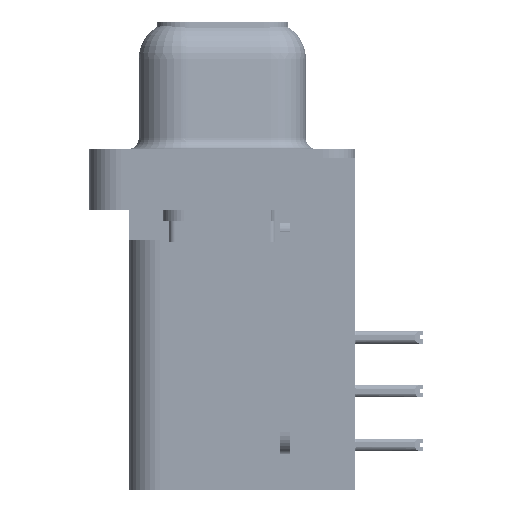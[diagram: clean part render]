
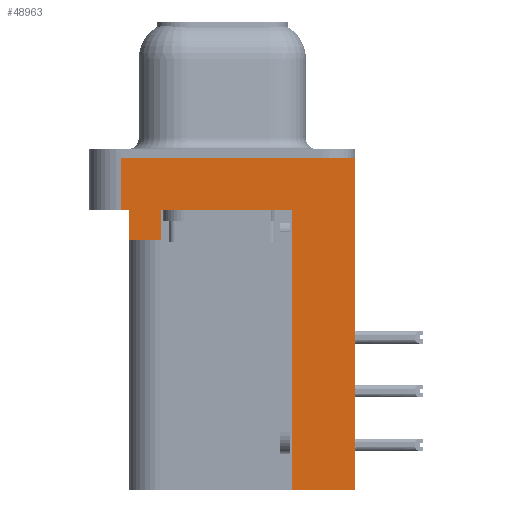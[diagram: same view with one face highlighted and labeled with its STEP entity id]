
A CAD part, left-side view. The second image highlights one B-rep face of the part: STEP entity #48963.
In plain terms, the highlighted planar face has unit normal (-1, 0, 0).
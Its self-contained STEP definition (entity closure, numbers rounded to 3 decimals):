
#312 = VERTEX_POINT ( 'NONE', #47676 ) ;
#821 = VERTEX_POINT ( 'NONE', #19871 ) ;
#1215 = VERTEX_POINT ( 'NONE', #2574 ) ;
#1785 = ORIENTED_EDGE ( 'NONE', *, *, #24514, .F. ) ;
#2079 = ORIENTED_EDGE ( 'NONE', *, *, #35042, .T. ) ;
#2109 = PLANE ( 'NONE',  #44285 ) ;
#2278 = CARTESIAN_POINT ( 'NONE',  ( -2.91, -6.275, -2.5 ) ) ;
#2574 = CARTESIAN_POINT ( 'NONE',  ( -2.91, 4.425, -2.5 ) ) ;
#2907 = VECTOR ( 'NONE', #26381, 1000. ) ;
#3449 = VERTEX_POINT ( 'NONE', #14381 ) ;
#3937 = DIRECTION ( 'NONE',  ( 0., -1., 0. ) ) ;
#5951 = CARTESIAN_POINT ( 'NONE',  ( -2.91, -3.295, -15.7 ) ) ;
#6149 = EDGE_CURVE ( 'NONE', #32568, #33818, #48748, .T. ) ;
#6352 = EDGE_CURVE ( 'NONE', #44288, #27174, #10944, .T. ) ;
#6571 = ORIENTED_EDGE ( 'NONE', *, *, #10091, .F. ) ;
#9650 = LINE ( 'NONE', #21561, #41001 ) ;
#10091 = EDGE_CURVE ( 'NONE', #40872, #46804, #40079, .T. ) ;
#10944 = LINE ( 'NONE', #40189, #28727 ) ;
#11548 = LINE ( 'NONE', #24210, #12835 ) ;
#12029 = DIRECTION ( 'NONE',  ( 0., 0., 1. ) ) ;
#12835 = VECTOR ( 'NONE', #3937, 1000. ) ;
#13369 = CARTESIAN_POINT ( 'NONE',  ( -2.91, 4.775, 0. ) ) ;
#14381 = CARTESIAN_POINT ( 'NONE',  ( -2.91, 2.895, -3.9 ) ) ;
#14559 = DIRECTION ( 'NONE',  ( -1., 0., 0. ) ) ;
#14756 = DIRECTION ( 'NONE',  ( 0., 1., 0. ) ) ;
#15598 = CARTESIAN_POINT ( 'NONE',  ( -2.91, 2.895, -3.9 ) ) ;
#16618 = ORIENTED_EDGE ( 'NONE', *, *, #6149, .T. ) ;
#17378 = VECTOR ( 'NONE', #51298, 1000. ) ;
#19257 = EDGE_LOOP ( 'NONE', ( #1785, #40618, #2079, #37381, #50234, #40595, #16618, #21629, #6571, #32949 ) ) ;
#19706 = DIRECTION ( 'NONE',  ( 0., 0., 1. ) ) ;
#19871 = CARTESIAN_POINT ( 'NONE',  ( -2.91, -6.275, 0. ) ) ;
#21561 = CARTESIAN_POINT ( 'NONE',  ( -2.91, 4.425, -3.9 ) ) ;
#21629 = ORIENTED_EDGE ( 'NONE', *, *, #29181, .F. ) ;
#22112 = CARTESIAN_POINT ( 'NONE',  ( -2.91, -6.275, -2.5 ) ) ;
#23094 = CARTESIAN_POINT ( 'NONE',  ( -2.91, -3.295, -15.7 ) ) ;
#23884 = LINE ( 'NONE', #15598, #43121 ) ;
#24210 = CARTESIAN_POINT ( 'NONE',  ( -2.91, -6.275, 0. ) ) ;
#24514 = EDGE_CURVE ( 'NONE', #27174, #821, #11548, .T. ) ;
#25180 = VECTOR ( 'NONE', #46671, 1000. ) ;
#26381 = DIRECTION ( 'NONE',  ( 0., 0., 1. ) ) ;
#26765 = FACE_OUTER_BOUND ( 'NONE', #19257, .T. ) ;
#27119 = DIRECTION ( 'NONE',  ( 0., 1., 0. ) ) ;
#27174 = VERTEX_POINT ( 'NONE', #13369 ) ;
#27344 = LINE ( 'NONE', #31092, #47988 ) ;
#28727 = VECTOR ( 'NONE', #48498, 1000. ) ;
#29134 = CARTESIAN_POINT ( 'NONE',  ( -2.91, 2.895, -2.5 ) ) ;
#29181 = EDGE_CURVE ( 'NONE', #46804, #33818, #34105, .T. ) ;
#29705 = CARTESIAN_POINT ( 'NONE',  ( -2.91, -3.295, -15.7 ) ) ;
#31092 = CARTESIAN_POINT ( 'NONE',  ( -2.91, 4.425, -3.9 ) ) ;
#32313 = CARTESIAN_POINT ( 'NONE',  ( -2.91, -6.275, -2.5 ) ) ;
#32568 = VERTEX_POINT ( 'NONE', #29134 ) ;
#32949 = ORIENTED_EDGE ( 'NONE', *, *, #52272, .T. ) ;
#33818 = VERTEX_POINT ( 'NONE', #33985 ) ;
#33985 = CARTESIAN_POINT ( 'NONE',  ( -2.91, -3.295, -2.5 ) ) ;
#34105 = LINE ( 'NONE', #5951, #2907 ) ;
#35042 = EDGE_CURVE ( 'NONE', #44288, #1215, #47029, .T. ) ;
#35432 = CARTESIAN_POINT ( 'NONE',  ( -2.91, -6.275, -15.7 ) ) ;
#36523 = EDGE_CURVE ( 'NONE', #3449, #32568, #23884, .T. ) ;
#37381 = ORIENTED_EDGE ( 'NONE', *, *, #48545, .F. ) ;
#37481 = LINE ( 'NONE', #32313, #47152 ) ;
#38743 = VECTOR ( 'NONE', #27119, 1000. ) ;
#39608 = EDGE_CURVE ( 'NONE', #3449, #312, #27344, .T. ) ;
#40079 = LINE ( 'NONE', #23094, #38743 ) ;
#40189 = CARTESIAN_POINT ( 'NONE',  ( -2.91, 4.775, -2.5 ) ) ;
#40595 = ORIENTED_EDGE ( 'NONE', *, *, #36523, .T. ) ;
#40618 = ORIENTED_EDGE ( 'NONE', *, *, #6352, .F. ) ;
#40872 = VERTEX_POINT ( 'NONE', #35432 ) ;
#41001 = VECTOR ( 'NONE', #45926, 1000. ) ;
#43050 = CARTESIAN_POINT ( 'NONE',  ( -2.91, -6.275, -2.5 ) ) ;
#43121 = VECTOR ( 'NONE', #19706, 1000. ) ;
#43179 = DIRECTION ( 'NONE',  ( 0., 0., 1. ) ) ;
#44285 = AXIS2_PLACEMENT_3D ( 'NONE', #2278, #14559, #43179 ) ;
#44288 = VERTEX_POINT ( 'NONE', #52440 ) ;
#45926 = DIRECTION ( 'NONE',  ( 0., 0., 1. ) ) ;
#46671 = DIRECTION ( 'NONE',  ( 0., -1., 0. ) ) ;
#46804 = VERTEX_POINT ( 'NONE', #29705 ) ;
#47029 = LINE ( 'NONE', #22112, #25180 ) ;
#47152 = VECTOR ( 'NONE', #12029, 1000. ) ;
#47676 = CARTESIAN_POINT ( 'NONE',  ( -2.91, 4.425, -3.9 ) ) ;
#47988 = VECTOR ( 'NONE', #14756, 1000. ) ;
#48498 = DIRECTION ( 'NONE',  ( 0., 0., 1. ) ) ;
#48545 = EDGE_CURVE ( 'NONE', #312, #1215, #9650, .T. ) ;
#48748 = LINE ( 'NONE', #43050, #17378 ) ;
#48963 = ADVANCED_FACE ( 'NONE', ( #26765 ), #2109, .T. ) ;
#50234 = ORIENTED_EDGE ( 'NONE', *, *, #39608, .F. ) ;
#51298 = DIRECTION ( 'NONE',  ( 0., -1., 0. ) ) ;
#52272 = EDGE_CURVE ( 'NONE', #40872, #821, #37481, .T. ) ;
#52440 = CARTESIAN_POINT ( 'NONE',  ( -2.91, 4.775, -2.5 ) ) ;
